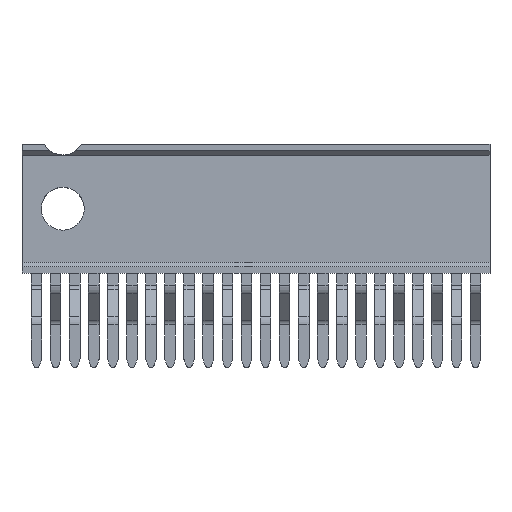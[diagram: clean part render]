
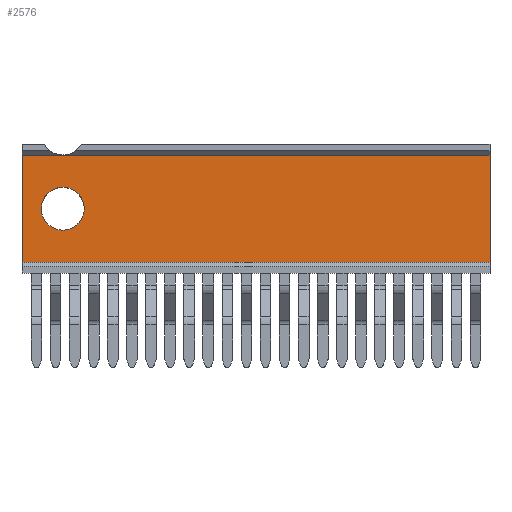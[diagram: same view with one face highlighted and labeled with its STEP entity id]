
A CAD part, top view. The second image highlights one B-rep face of the part: STEP entity #2576.
In plain terms, the highlighted planar face has unit normal (0, 0, 1).
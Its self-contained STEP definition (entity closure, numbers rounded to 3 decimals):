
#118 = DIRECTION ( 'NONE',  ( -1., 0., 0. ) ) ;
#201 = DIRECTION ( 'NONE',  ( -1., 0., 0. ) ) ;
#831 = DIRECTION ( 'NONE',  ( 0., -1., 0. ) ) ;
#908 = EDGE_CURVE ( 'NONE', #6270, #9272, #7998, .T. ) ;
#1838 = VERTEX_POINT ( 'NONE', #14029 ) ;
#2112 = EDGE_CURVE ( 'NONE', #14201, #3915, #12122, .T. ) ;
#2184 = FACE_BOUND ( 'NONE', #11091, .T. ) ;
#2359 = DIRECTION ( 'NONE',  ( 0., 0., -1. ) ) ;
#2368 = VERTEX_POINT ( 'NONE', #2694 ) ;
#2576 = ADVANCED_FACE ( 'NONE', ( #2184, #10492 ), #5374, .F. ) ;
#2694 = CARTESIAN_POINT ( 'NONE',  ( -10.9, 9.9, 1.2 ) ) ;
#3267 = ORIENTED_EDGE ( 'NONE', *, *, #10737, .T. ) ;
#3778 = CARTESIAN_POINT ( 'NONE',  ( -10., 7.4, 1.2 ) ) ;
#3908 = CARTESIAN_POINT ( 'NONE',  ( 10.9, 4.9, 1.2 ) ) ;
#3915 = VERTEX_POINT ( 'NONE', #4598 ) ;
#3984 = EDGE_CURVE ( 'NONE', #2368, #3915, #12712, .T. ) ;
#4153 = VERTEX_POINT ( 'NONE', #3778 ) ;
#4322 = EDGE_CURVE ( 'NONE', #6270, #14201, #11141, .T. ) ;
#4355 = DIRECTION ( 'NONE',  ( 0., 0., -1. ) ) ;
#4573 = DIRECTION ( 'NONE',  ( -1., 0., 0. ) ) ;
#4598 = CARTESIAN_POINT ( 'NONE',  ( -10.9, 4.9, 1.2 ) ) ;
#5300 = ORIENTED_EDGE ( 'NONE', *, *, #4322, .F. ) ;
#5366 = CARTESIAN_POINT ( 'NONE',  ( -9., 7.4, 1.2 ) ) ;
#5374 = PLANE ( 'NONE',  #12083 ) ;
#5566 = CARTESIAN_POINT ( 'NONE',  ( -10.9, 9.9, 1.2 ) ) ;
#5660 = CIRCLE ( 'NONE', #13801, 1. ) ;
#6270 = VERTEX_POINT ( 'NONE', #7972 ) ;
#6548 = DIRECTION ( 'NONE',  ( -1., 0., 0. ) ) ;
#6836 = DIRECTION ( 'NONE',  ( 0., -1., 0. ) ) ;
#7399 = EDGE_CURVE ( 'NONE', #9272, #2368, #12947, .T. ) ;
#7577 = DIRECTION ( 'NONE',  ( 0., 0., -1. ) ) ;
#7972 = CARTESIAN_POINT ( 'NONE',  ( 10.9, 9.9, 1.2 ) ) ;
#7998 = LINE ( 'NONE', #13411, #9551 ) ;
#8208 = VECTOR ( 'NONE', #6836, 1000. ) ;
#8601 = ORIENTED_EDGE ( 'NONE', *, *, #12802, .T. ) ;
#8718 = VECTOR ( 'NONE', #831, 1000. ) ;
#8958 = DIRECTION ( 'NONE',  ( -1., 0., 0. ) ) ;
#8969 = CARTESIAN_POINT ( 'NONE',  ( -9., 7.4, 1.2 ) ) ;
#9080 = AXIS2_PLACEMENT_3D ( 'NONE', #8969, #2359, #4573 ) ;
#9266 = ORIENTED_EDGE ( 'NONE', *, *, #2112, .F. ) ;
#9272 = VERTEX_POINT ( 'NONE', #13445 ) ;
#9551 = VECTOR ( 'NONE', #201, 1000. ) ;
#10012 = CARTESIAN_POINT ( 'NONE',  ( 10.9, 4.9, 1.2 ) ) ;
#10240 = VECTOR ( 'NONE', #118, 1000. ) ;
#10443 = ORIENTED_EDGE ( 'NONE', *, *, #7399, .T. ) ;
#10492 = FACE_OUTER_BOUND ( 'NONE', #12452, .T. ) ;
#10737 = EDGE_CURVE ( 'NONE', #1838, #4153, #5660, .T. ) ;
#10799 = CIRCLE ( 'NONE', #9080, 1. ) ;
#10896 = ORIENTED_EDGE ( 'NONE', *, *, #908, .T. ) ;
#11091 = EDGE_LOOP ( 'NONE', ( #3267, #8601 ) ) ;
#11141 = LINE ( 'NONE', #14085, #8718 ) ;
#12083 = AXIS2_PLACEMENT_3D ( 'NONE', #14194, #7577, #8958 ) ;
#12122 = LINE ( 'NONE', #10012, #10240 ) ;
#12210 = DIRECTION ( 'NONE',  ( -1., 0., 0. ) ) ;
#12357 = CARTESIAN_POINT ( 'NONE',  ( 10.9, 9.9, 1.2 ) ) ;
#12452 = EDGE_LOOP ( 'NONE', ( #13319, #9266, #5300, #10896, #10443 ) ) ;
#12712 = LINE ( 'NONE', #5566, #8208 ) ;
#12802 = EDGE_CURVE ( 'NONE', #4153, #1838, #10799, .T. ) ;
#12947 = LINE ( 'NONE', #12357, #13285 ) ;
#13285 = VECTOR ( 'NONE', #12210, 1000. ) ;
#13319 = ORIENTED_EDGE ( 'NONE', *, *, #3984, .T. ) ;
#13411 = CARTESIAN_POINT ( 'NONE',  ( 10.9, 9.9, 1.2 ) ) ;
#13445 = CARTESIAN_POINT ( 'NONE',  ( -9., 9.9, 1.2 ) ) ;
#13801 = AXIS2_PLACEMENT_3D ( 'NONE', #5366, #4355, #6548 ) ;
#14029 = CARTESIAN_POINT ( 'NONE',  ( -8., 7.4, 1.2 ) ) ;
#14085 = CARTESIAN_POINT ( 'NONE',  ( 10.9, 9.9, 1.2 ) ) ;
#14194 = CARTESIAN_POINT ( 'NONE',  ( 10.9, 9.9, 1.2 ) ) ;
#14201 = VERTEX_POINT ( 'NONE', #3908 ) ;
